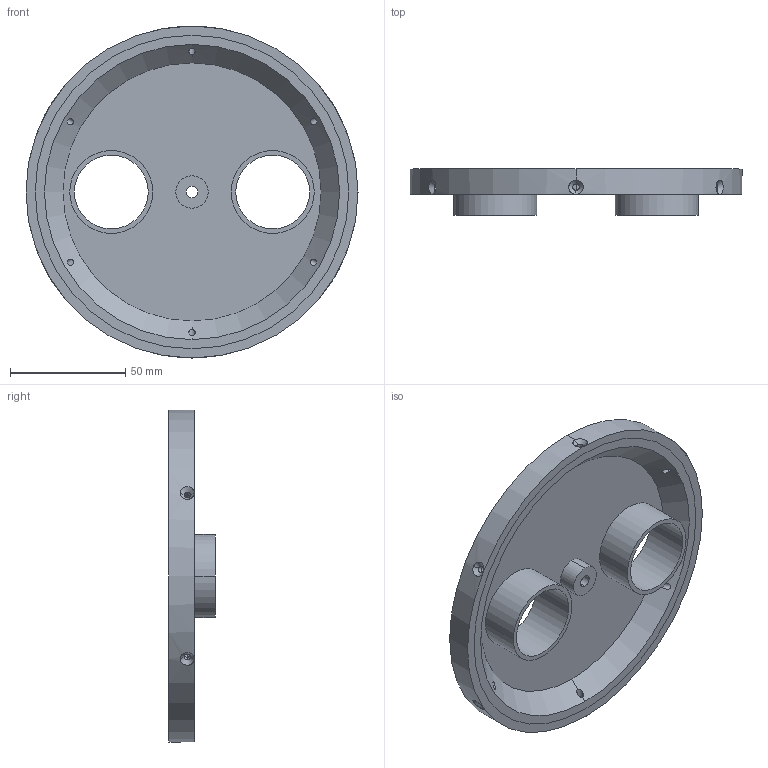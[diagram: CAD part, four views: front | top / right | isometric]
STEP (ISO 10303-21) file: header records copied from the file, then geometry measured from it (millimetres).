
FILE_DESCRIPTION (( 'STEP AP214' ), '1' );
FILE_NAME ('BellowBottomCap_PLA.STEP', '2020-03-23T20:22:10', ( '' ), ( '' ), 'SwSTEP 2.0', 'SolidWorks 2018', '' );
FILE_SCHEMA (( 'AUTOMOTIVE_DESIGN' ));
Length unit declared in the file: millimetre
Products named in the file (1): BellowBottomCap_PLA
Bounding box: 144 x 20 x 144 mm (x, y, z)
Volume: 90405.3 mm3; surface area: 54477.5 mm2
Topology: 2 solids, 2 shells, 72 faces, 218 edges, 142 vertices
Faces by surface type: cylinder 44, bspline 12, plane 8, cone 6, torus 2
Entity records: 8021 total; most frequent: CARTESIAN_POINT 6163, ORIENTED_EDGE 436, DIRECTION 286, EDGE_CURVE 218, VERTEX_POINT 142, AXIS2_PLACEMENT_3D 115, B_SPLINE_CURVE_WITH_KNOTS 108, EDGE_LOOP 96
